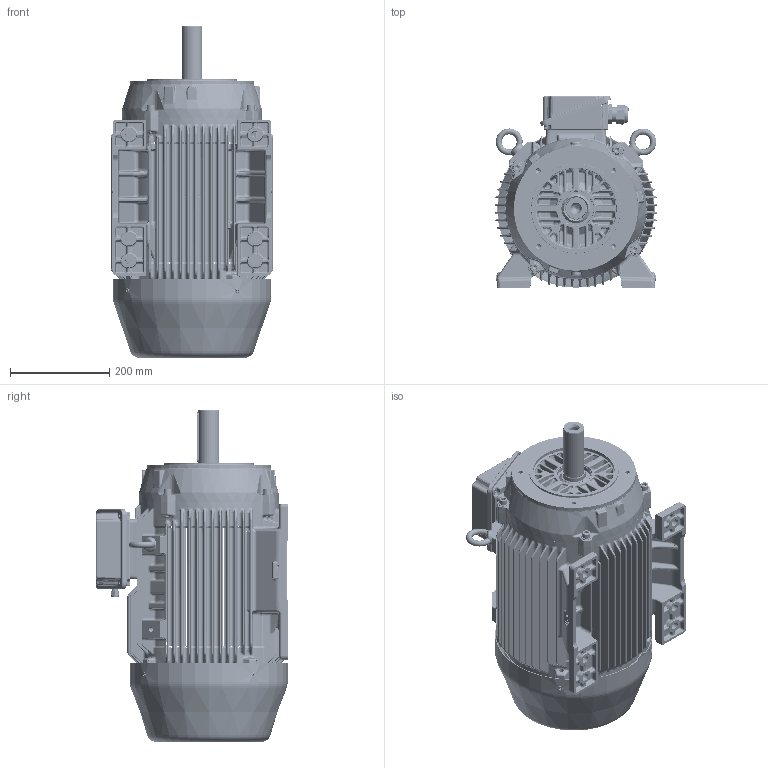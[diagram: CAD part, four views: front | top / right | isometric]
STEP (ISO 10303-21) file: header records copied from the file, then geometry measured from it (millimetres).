
FILE_DESCRIPTION(/* description */ (''),/* implementation_level */ '2;1');
FILE_NAME(/* name */ '6521771xx.stp',/* time_stamp */ '2021-04-05T21:03:18+03:00',/* author */ (''),/* organization */ (''),/* preprocessor_version */ 'ST-DEVELOPER v16',/* originating_system */ 'SIEMENS PLM Software NX 11.0',/* authorisation */ '');
FILE_SCHEMA (('AUTOMOTIVE_DESIGN { 1 0 10303 214 3 1 1 1 }'));
Products named in the file (1): 26000C948E142t3z
Bounding box: 327.37 x 387.41 x 667.5 mm (x, y, z)
Surface area: 1681960.4 mm2 (no closed solid volume)
Topology: 0 solids, 74 shells, 6326 faces, 17734 edges, 10815 vertices
Faces by surface type: bspline 2495, cylinder 1796, plane 1217, torus 389, cone 343, sphere 86
Full cylindrical faces by diameter (mm): 4.2 x7, 5.2 x2, 5.3 x4, 5.5 x8, 8.5 x4, 9 x8, 10 x3, 10.9 x2, 13.2 x1, 14 x1, 15 x1, 16 x8, 17 x1, 19 x1, 20 x4, 21 x1, 24.2 x1, 30 x2, 31.25 x1, 34.5 x1, 36 x1, 37 x1, 40 x1, 41.4 x1, 42 x1, 45 x1, 68.667 x1, 180 x1, 314 x1, 317 x1
Entity records: 254430 total; most frequent: CARTESIAN_POINT 113229, ORIENTED_EDGE 30157, DIRECTION 25944, EDGE_CURVE 17236, VERTEX_POINT 10767, AXIS2_PLACEMENT_3D 10538, EDGE_LOOP 6805, ADVANCED_FACE 6326
